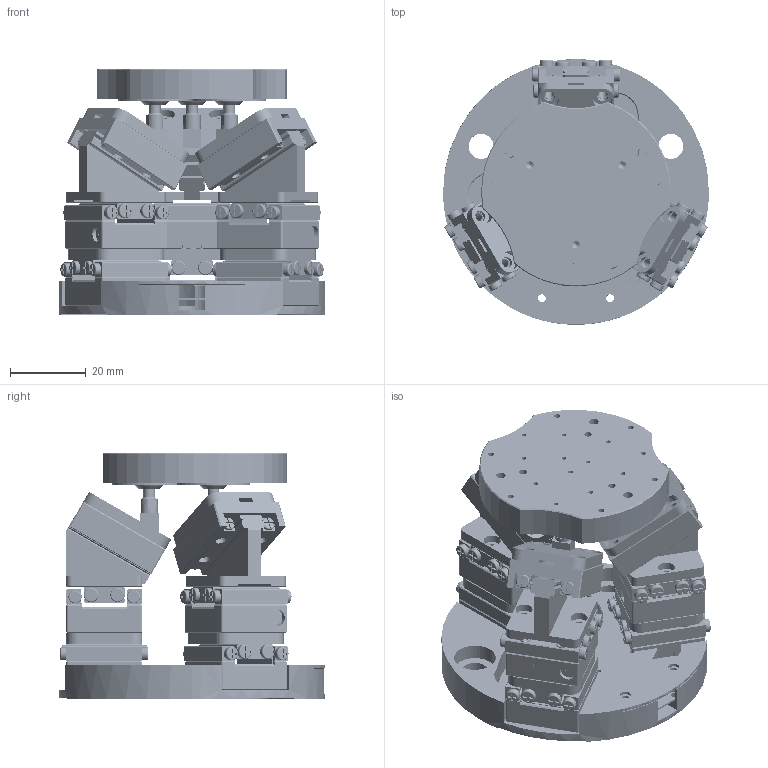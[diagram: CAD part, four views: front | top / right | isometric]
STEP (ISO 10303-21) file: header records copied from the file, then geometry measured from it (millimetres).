
FILE_DESCRIPTION (( 'STEP AP214' ), '1' );
FILE_NAME ('鞠粣.STEP', '2025-03-24T08:51:52', ( '' ), ( '' ), 'SwSTEP 2.0', 'SolidWorks 2020', '' );
FILE_SCHEMA (( 'AUTOMOTIVE_DESIGN' ));
Length unit declared in the file: millimetre
Products named in the file (14): 蛌諉; 葩璃 葩璃 X20.mini V1.0.step; 鞠粣; 鞠粣_雄す怢; SYT1025-D Body 2; 噙す怢150; SRJ004CP2; 狟蛌諉; 零件1^六轴; SYT1025-D; 葩璃 (2) 葩璃 X20.mini V1.0.step; 揤盄啣; 奻蛌諉; 揤盄囀傍
Assembly tree (37 placements, depth 2):
  鞠粣
    噙す怢150
    狟蛌諉  x3
    奻蛌諉  x3
    鞠粣_雄す怢
    葩璃 葩璃 X20.mini V1.0.step  x6
    葩璃 (2) 葩璃 X20.mini V1.0.step  x6
    蛌諉  x3
    SYT1025-D Body 2  x3
    SYT1025-D  x3
    揤盄啣
    SRJ004CP2  x3
    揤盄囀傍
    零件1^六轴  x3
Bounding box: 70 x 70 x 65 mm (x, y, z)
Volume: 82234.6 mm3; surface area: 67468 mm2
Topology: 46 solids, 106 shells, 6007 faces, 15151 edges, 9642 vertices
Faces by surface type: plane 3407, cylinder 1270, cone 592, bspline 474, torus 228, sphere 36
Entity records: 54906 total; most frequent: CARTESIAN_POINT 12455, DIRECTION 7894, ORIENTED_EDGE 7736, EDGE_CURVE 3868, AXIS2_PLACEMENT_3D 2759, VERTEX_POINT 2483, VECTOR 2376, LINE 2376
